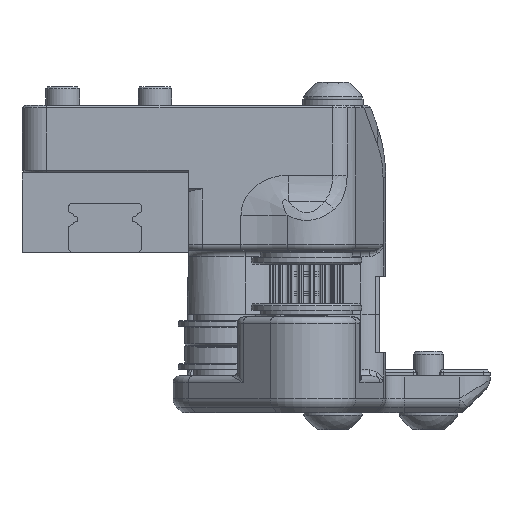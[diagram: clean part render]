
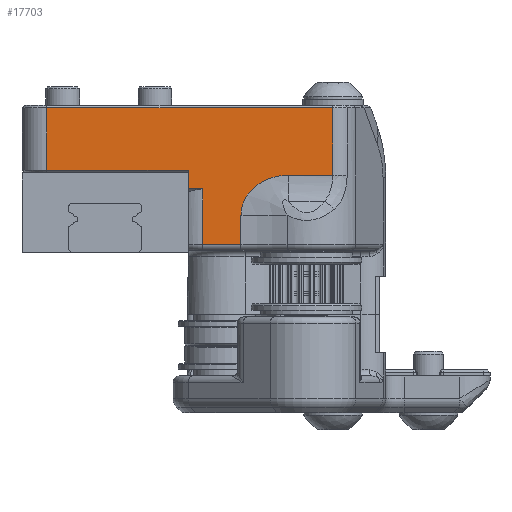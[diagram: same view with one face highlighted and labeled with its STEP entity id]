
A CAD part, front view. The second image highlights one B-rep face of the part: STEP entity #17703.
In plain terms, the highlighted planar face has unit normal (0, -1, 0).
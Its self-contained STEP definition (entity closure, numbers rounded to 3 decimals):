
#132=B_SPLINE_CURVE_WITH_KNOTS('',3,(#35744,#35745,#35746,#35747,#35748,
#35749,#35750,#35751,#35752),.UNSPECIFIED.,.F.,.F.,(4,1,1,1,1,1,4),(-1.,
-0.857,-0.571,-0.429,-0.286,
-0.143,0.),.UNSPECIFIED.);
#1355=PLANE('',#19905);
#2239=FACE_OUTER_BOUND('',#3459,.T.);
#3459=EDGE_LOOP('',(#15079,#15080,#15081,#15082,#15083,#15084,#15085,#15086,
#15087,#15088,#15089));
#4542=LINE('',#34975,#5773);
#4610=LINE('',#35176,#5841);
#4622=LINE('',#35502,#5853);
#4633=LINE('',#35735,#5864);
#4634=LINE('',#35738,#5865);
#4635=LINE('',#35740,#5866);
#4636=LINE('',#35742,#5867);
#4637=LINE('',#35754,#5868);
#4638=LINE('',#35756,#5869);
#4639=LINE('',#35757,#5870);
#5773=VECTOR('',#24285,10.);
#5841=VECTOR('',#24469,10.);
#5853=VECTOR('',#24499,10.);
#5864=VECTOR('',#24556,10.);
#5865=VECTOR('',#24559,10.);
#5866=VECTOR('',#24560,10.);
#5867=VECTOR('',#24561,10.);
#5868=VECTOR('',#24562,10.);
#5869=VECTOR('',#24563,10.);
#5870=VECTOR('',#24564,10.);
#8459=VERTEX_POINT('',#34972);
#8460=VERTEX_POINT('',#34974);
#8524=VERTEX_POINT('',#35154);
#8545=VERTEX_POINT('',#35500);
#8567=VERTEX_POINT('',#35733);
#8568=VERTEX_POINT('',#35737);
#8569=VERTEX_POINT('',#35739);
#8570=VERTEX_POINT('',#35741);
#8571=VERTEX_POINT('',#35743);
#8572=VERTEX_POINT('',#35753);
#8573=VERTEX_POINT('',#35755);
#10656=EDGE_CURVE('',#8459,#8460,#4542,.T.);
#10754=EDGE_CURVE('',#8524,#8460,#4610,.T.);
#10780=EDGE_CURVE('',#8459,#8545,#4622,.T.);
#10817=EDGE_CURVE('',#8545,#8567,#4633,.T.);
#10818=EDGE_CURVE('',#8567,#8568,#4634,.T.);
#10819=EDGE_CURVE('',#8568,#8569,#4635,.T.);
#10820=EDGE_CURVE('',#8569,#8570,#4636,.T.);
#10821=EDGE_CURVE('',#8570,#8571,#132,.T.);
#10822=EDGE_CURVE('',#8571,#8572,#4637,.T.);
#10823=EDGE_CURVE('',#8572,#8573,#4638,.T.);
#10824=EDGE_CURVE('',#8524,#8573,#4639,.T.);
#15079=ORIENTED_EDGE('',*,*,#10780,.T.);
#15080=ORIENTED_EDGE('',*,*,#10817,.T.);
#15081=ORIENTED_EDGE('',*,*,#10818,.T.);
#15082=ORIENTED_EDGE('',*,*,#10819,.T.);
#15083=ORIENTED_EDGE('',*,*,#10820,.T.);
#15084=ORIENTED_EDGE('',*,*,#10821,.T.);
#15085=ORIENTED_EDGE('',*,*,#10822,.T.);
#15086=ORIENTED_EDGE('',*,*,#10823,.T.);
#15087=ORIENTED_EDGE('',*,*,#10824,.F.);
#15088=ORIENTED_EDGE('',*,*,#10754,.T.);
#15089=ORIENTED_EDGE('',*,*,#10656,.F.);
#17703=ADVANCED_FACE('',(#2239),#1355,.F.);
#19905=AXIS2_PLACEMENT_3D('',#35736,#24557,#24558);
#24285=DIRECTION('',(-1.,0.,0.));
#24469=DIRECTION('',(0.,0.,-1.));
#24499=DIRECTION('',(0.,0.,-1.));
#24556=DIRECTION('',(1.,0.,0.));
#24557=DIRECTION('center_axis',(0.,1.,0.));
#24558=DIRECTION('ref_axis',(-1.,0.,0.));
#24559=DIRECTION('',(0.,0.,-1.));
#24560=DIRECTION('',(1.,0.,0.));
#24561=DIRECTION('',(0.,0.,1.));
#24562=DIRECTION('',(1.,0.,0.));
#24563=DIRECTION('',(0.,0.,1.));
#24564=DIRECTION('',(1.,0.,0.));
#34972=CARTESIAN_POINT('',(-17.1,-35.95,23.4));
#34974=CARTESIAN_POINT('',(-40.1,-35.95,23.4));
#34975=CARTESIAN_POINT('',(-23.751,-35.95,23.4));
#35154=CARTESIAN_POINT('',(-40.1,-35.95,33.6));
#35176=CARTESIAN_POINT('',(-40.1,-35.95,23.));
#35500=CARTESIAN_POINT('',(-17.1,-35.95,20.4));
#35502=CARTESIAN_POINT('',(-17.1,-35.95,11.5));
#35733=CARTESIAN_POINT('',(-14.7,-35.95,20.4));
#35735=CARTESIAN_POINT('',(-15.911,-35.95,20.4));
#35736=CARTESIAN_POINT('Origin',(-3.402,-35.95,0.));
#35737=CARTESIAN_POINT('',(-14.7,-35.95,11.4));
#35738=CARTESIAN_POINT('',(-14.7,-35.95,0.));
#35739=CARTESIAN_POINT('',(-8.524,-35.95,11.4));
#35740=CARTESIAN_POINT('',(-0.641,-35.95,11.4));
#35741=CARTESIAN_POINT('',(-8.524,-35.95,16.139));
#35742=CARTESIAN_POINT('',(-8.524,-35.95,0.));
#35743=CARTESIAN_POINT('',(-0.792,-35.95,22.617));
#35744=CARTESIAN_POINT('Ctrl Pts',(-8.524,-35.95,
16.139));
#35745=CARTESIAN_POINT('Ctrl Pts',(-8.524,-35.95,
16.816));
#35746=CARTESIAN_POINT('Ctrl Pts',(-8.178,-35.95,
18.672));
#35747=CARTESIAN_POINT('Ctrl Pts',(-7.026,-35.95,
20.162));
#35748=CARTESIAN_POINT('Ctrl Pts',(-5.655,-35.95,21.197));
#35749=CARTESIAN_POINT('Ctrl Pts',(-4.377,-35.95,
21.937));
#35750=CARTESIAN_POINT('Ctrl Pts',(-2.755,-35.95,
22.515));
#35751=CARTESIAN_POINT('Ctrl Pts',(-1.468,-35.95,
22.617));
#35752=CARTESIAN_POINT('Ctrl Pts',(-0.792,-35.95,
22.617));
#35753=CARTESIAN_POINT('',(6.371,-35.95,22.617));
#35754=CARTESIAN_POINT('',(-0.641,-35.95,22.617));
#35755=CARTESIAN_POINT('',(6.371,-35.95,33.6));
#35756=CARTESIAN_POINT('',(6.371,-35.95,0.));
#35757=CARTESIAN_POINT('',(-0.641,-35.95,33.6));
